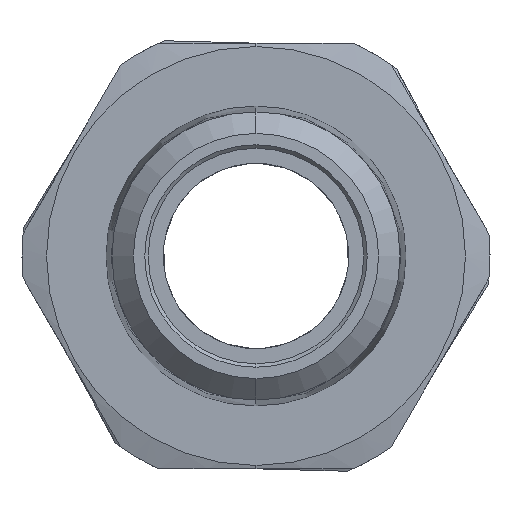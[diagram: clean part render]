
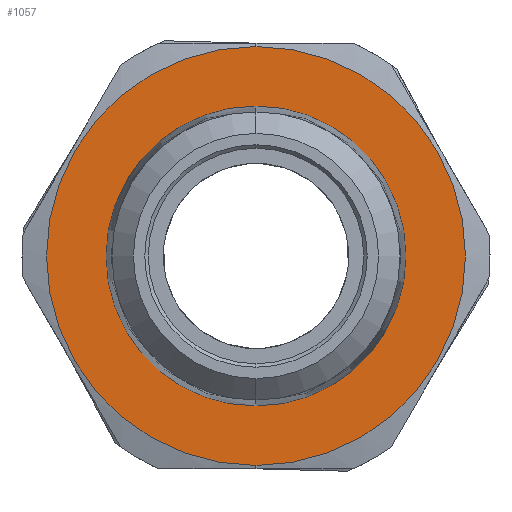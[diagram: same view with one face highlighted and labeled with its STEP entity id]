
A CAD part, left-side view. The second image highlights one B-rep face of the part: STEP entity #1057.
In plain terms, the highlighted planar face has unit normal (-1, 0, 0).
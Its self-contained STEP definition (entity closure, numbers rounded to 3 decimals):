
#18 = CIRCLE ( 'NONE', #2134, 15.018 ) ;
#94 = CARTESIAN_POINT ( 'NONE',  ( -25.5, 0., 0. ) ) ;
#309 = CARTESIAN_POINT ( 'NONE',  ( -25.5, 0., 0. ) ) ;
#343 = FACE_BOUND ( 'NONE', #2807, .T. ) ;
#511 = VERTEX_POINT ( 'NONE', #1527 ) ;
#558 = ORIENTED_EDGE ( 'NONE', *, *, #2320, .F. ) ;
#570 = DIRECTION ( 'NONE',  ( -1., 0., 0. ) ) ;
#583 = EDGE_LOOP ( 'NONE', ( #558, #2360 ) ) ;
#654 = DIRECTION ( 'NONE',  ( -1., 0., 0. ) ) ;
#671 = CARTESIAN_POINT ( 'NONE',  ( -25.5, 0., 15.018 ) ) ;
#686 = DIRECTION ( 'NONE',  ( 0., 0., -1. ) ) ;
#731 = CARTESIAN_POINT ( 'NONE',  ( -25.5, 0., 10.75 ) ) ;
#839 = DIRECTION ( 'NONE',  ( 1., 0., 0. ) ) ;
#923 = FACE_OUTER_BOUND ( 'NONE', #583, .T. ) ;
#932 = DIRECTION ( 'NONE',  ( 0., 0., 1. ) ) ;
#1057 = ADVANCED_FACE ( 'NONE', ( #343, #923 ), #1361, .F. ) ;
#1089 = EDGE_CURVE ( 'NONE', #511, #1831, #3243, .T. ) ;
#1140 = EDGE_CURVE ( 'NONE', #2289, #1624, #18, .T. ) ;
#1180 = CARTESIAN_POINT ( 'NONE',  ( -25.5, 0., 0. ) ) ;
#1361 = PLANE ( 'NONE',  #3224 ) ;
#1527 = CARTESIAN_POINT ( 'NONE',  ( -25.5, 0., -10.75 ) ) ;
#1597 = CIRCLE ( 'NONE', #1987, 10.75 ) ;
#1624 = VERTEX_POINT ( 'NONE', #2655 ) ;
#1681 = DIRECTION ( 'NONE',  ( 1., 0., 0. ) ) ;
#1685 = DIRECTION ( 'NONE',  ( 1., 0., 0. ) ) ;
#1831 = VERTEX_POINT ( 'NONE', #731 ) ;
#1843 = AXIS2_PLACEMENT_3D ( 'NONE', #309, #570, #932 ) ;
#1930 = DIRECTION ( 'NONE',  ( 0., 0., -1. ) ) ;
#1987 = AXIS2_PLACEMENT_3D ( 'NONE', #94, #654, #2426 ) ;
#2134 = AXIS2_PLACEMENT_3D ( 'NONE', #2728, #1681, #1930 ) ;
#2289 = VERTEX_POINT ( 'NONE', #671 ) ;
#2320 = EDGE_CURVE ( 'NONE', #1624, #2289, #2984, .T. ) ;
#2360 = ORIENTED_EDGE ( 'NONE', *, *, #1140, .F. ) ;
#2426 = DIRECTION ( 'NONE',  ( 0., 0., 1. ) ) ;
#2499 = AXIS2_PLACEMENT_3D ( 'NONE', #1180, #1685, #686 ) ;
#2560 = EDGE_CURVE ( 'NONE', #1831, #511, #1597, .T. ) ;
#2642 = DIRECTION ( 'NONE',  ( 0., 0., -1. ) ) ;
#2655 = CARTESIAN_POINT ( 'NONE',  ( -25.5, 0., -15.018 ) ) ;
#2666 = CARTESIAN_POINT ( 'NONE',  ( -25.5, 10.75, 0. ) ) ;
#2728 = CARTESIAN_POINT ( 'NONE',  ( -25.5, 0., 0. ) ) ;
#2807 = EDGE_LOOP ( 'NONE', ( #2872, #3187 ) ) ;
#2872 = ORIENTED_EDGE ( 'NONE', *, *, #2560, .F. ) ;
#2984 = CIRCLE ( 'NONE', #2499, 15.018 ) ;
#3187 = ORIENTED_EDGE ( 'NONE', *, *, #1089, .F. ) ;
#3224 = AXIS2_PLACEMENT_3D ( 'NONE', #2666, #839, #2642 ) ;
#3243 = CIRCLE ( 'NONE', #1843, 10.75 ) ;
